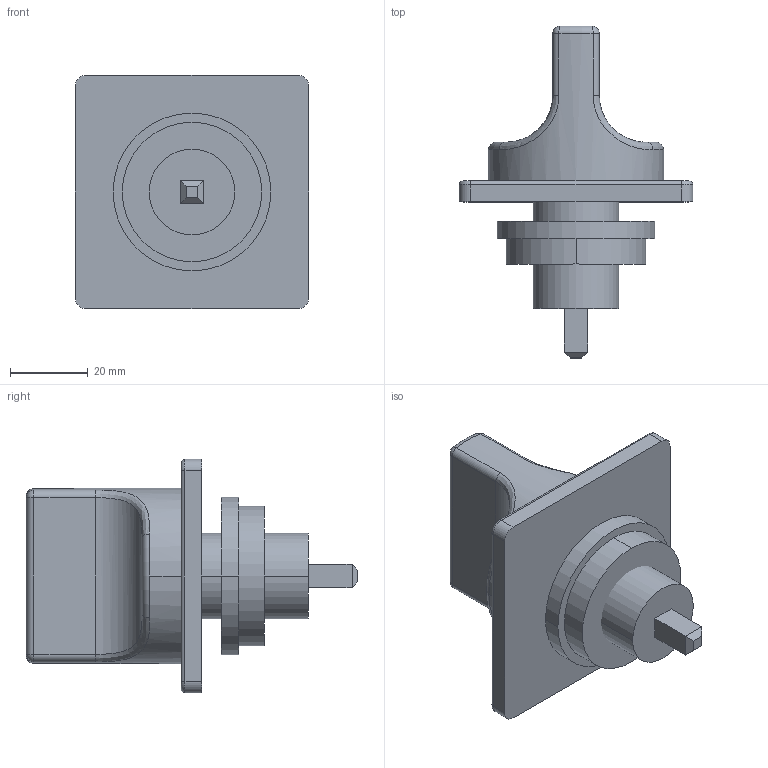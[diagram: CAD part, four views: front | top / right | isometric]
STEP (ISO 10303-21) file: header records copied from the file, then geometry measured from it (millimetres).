
FILE_DESCRIPTION((''),'2;1');
FILE_NAME('KAD1PZ_ASM_ASM','2018-01-08T',('SESA468396'),('Schneider-Electric'),'PRO/ENGINEER BY PARAMETRIC TECHNOLOGY CORPORATION, 2015440','PRO/ENGINEER BY PARAMETRIC TECHNOLOGY CORPORATION, 2015440','');
FILE_SCHEMA(('CONFIG_CONTROL_DESIGN'));
Length unit declared in the file: millimetre
Products named in the file (3): KAD1PZ_P1; KAD1PZ_P2; KAD1PZ_ASM_ASM
Assembly tree (2 placements, depth 2):
  KAD1PZ_ASM_ASM
    KAD1PZ_P1
    KAD1PZ_P2
Bounding box: 60 x 85.2 x 60 mm (x, y, z)
Volume: 72094 mm3; surface area: 19190.5 mm2
Topology: 2 solids, 3 shells, 76 faces, 163 edges, 98 vertices
Faces by surface type: plane 32, cylinder 28, torus 8, sphere 4, bspline 4
Entity records: 2723 total; most frequent: CARTESIAN_POINT 964, DIRECTION 381, ORIENTED_EDGE 326, EDGE_CURVE 163, AXIS2_PLACEMENT_3D 149, VERTEX_POINT 98, VECTOR 83, LINE 83
